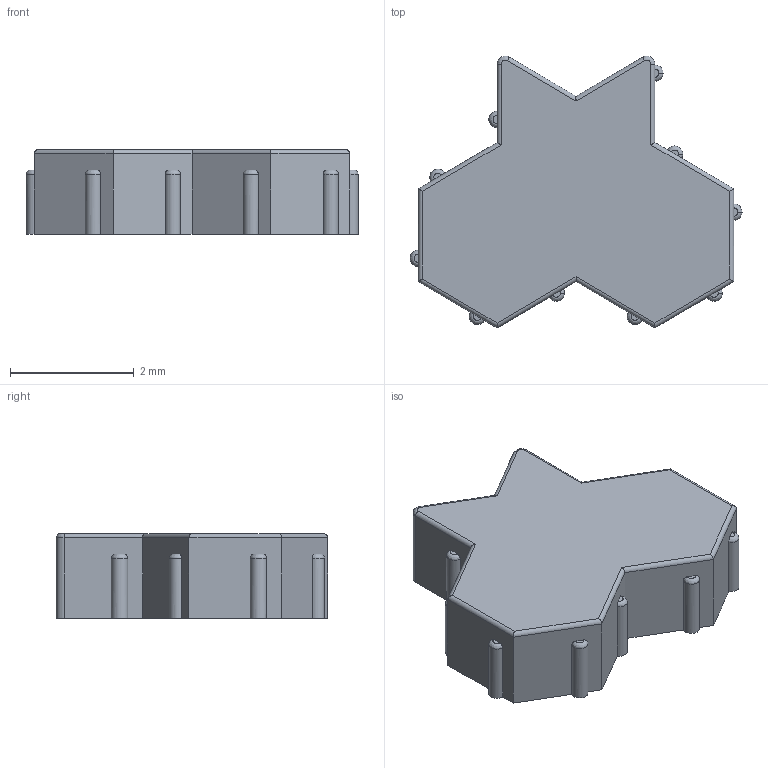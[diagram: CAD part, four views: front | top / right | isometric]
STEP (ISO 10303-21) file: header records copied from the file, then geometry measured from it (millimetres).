
FILE_DESCRIPTION(/* description */ (''),/* implementation_level */ '2;1');
FILE_NAME(/* name */ 'aqua trihex paver',/* time_stamp */ '2025-06-28T01:02:19-04:00',/* author */ (''),/* organization */ (''),/* preprocessor_version */ 'ST-DEVELOPER v19.2',/* originating_system */ 'Rhino 8.20',/* authorisation */ '');
FILE_SCHEMA (('CONFIG_CONTROL_DESIGN'));
Length unit declared in the file: inch
Products named in the file (1): Document
Bounding box: 5.37 x 4.39 x 1.37 mm (x, y, z)
Volume: 21.2 mm3; surface area: 56 mm2
Topology: 1 solids, 1 shells, 70 faces, 185 edges, 117 vertices
Faces by surface type: cylinder 29, plane 24, bspline 17
Entity records: 2609 total; most frequent: CARTESIAN_POINT 1193, ORIENTED_EDGE 370, EDGE_CURVE 185, DIRECTION 137, VERTEX_POINT 117, AXIS2_PLACEMENT_3D 95, B_SPLINE_CURVE_WITH_KNOTS 81, ADVANCED_FACE 70
